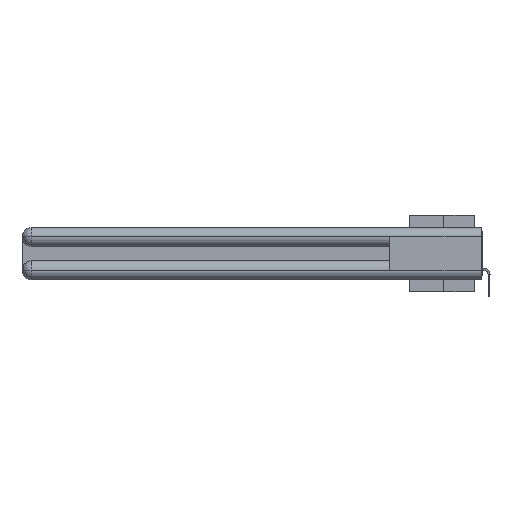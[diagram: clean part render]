
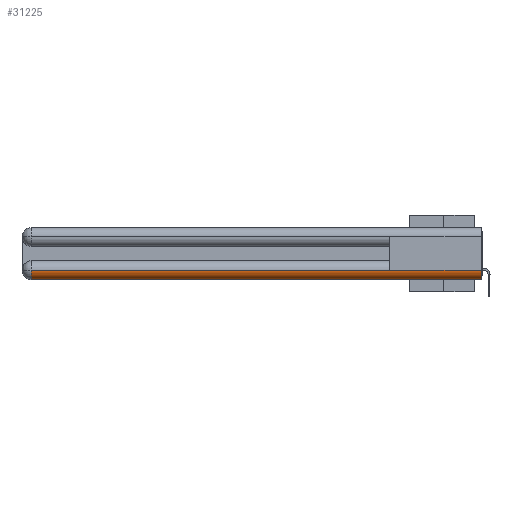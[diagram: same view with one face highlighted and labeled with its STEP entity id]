
A CAD part, left-side view. The second image highlights one B-rep face of the part: STEP entity #31225.
In plain terms, the highlighted cylindrical face has radius 1.562 mm (diameter 3.124 mm), a partial arc.
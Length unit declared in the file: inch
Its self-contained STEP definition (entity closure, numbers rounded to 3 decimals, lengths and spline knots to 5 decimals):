
#790 = VERTEX_POINT ( 'NONE', #13909 ) ;
#893 = DIRECTION ( 'NONE',  ( 0., 1., 0. ) ) ;
#1476 = CARTESIAN_POINT ( 'NONE',  ( 0.0615, 0., -0.34 ) ) ;
#3026 = ORIENTED_EDGE ( 'NONE', *, *, #9965, .F. ) ;
#5495 = VERTEX_POINT ( 'NONE', #1476 ) ;
#5743 = AXIS2_PLACEMENT_3D ( 'NONE', #20766, #24110, #7219 ) ;
#6434 = CARTESIAN_POINT ( 'NONE',  ( 0.0615, 0., -0.2785 ) ) ;
#6676 = ORIENTED_EDGE ( 'NONE', *, *, #28591, .F. ) ;
#6708 = VECTOR ( 'NONE', #7789, 39.37008 ) ;
#7219 = DIRECTION ( 'NONE',  ( 1., 0., 0. ) ) ;
#7789 = DIRECTION ( 'NONE',  ( 0., 1., 0. ) ) ;
#8698 = CIRCLE ( 'NONE', #5743, 0.0615 ) ;
#9965 = EDGE_CURVE ( 'NONE', #5495, #790, #20377, .T. ) ;
#11371 = CIRCLE ( 'NONE', #32099, 0.0615 ) ;
#12236 = DIRECTION ( 'NONE',  ( 0., -1., 0. ) ) ;
#13909 = CARTESIAN_POINT ( 'NONE',  ( 0.0615, 2.94, -0.34 ) ) ;
#14189 = EDGE_CURVE ( 'NONE', #33651, #25668, #26739, .T. ) ;
#16042 = CARTESIAN_POINT ( 'NONE',  ( 0.0615, 0., -0.34 ) ) ;
#18372 = FACE_OUTER_BOUND ( 'NONE', #35631, .T. ) ;
#20377 = LINE ( 'NONE', #16042, #6708 ) ;
#20766 = CARTESIAN_POINT ( 'NONE',  ( 0.0615, 0., -0.2785 ) ) ;
#20893 = DIRECTION ( 'NONE',  ( 0., 0., 1. ) ) ;
#21155 = CARTESIAN_POINT ( 'NONE',  ( 0.0615, 2.94, -0.2785 ) ) ;
#21558 = DIRECTION ( 'NONE',  ( 0., -1., 0. ) ) ;
#22415 = VECTOR ( 'NONE', #21558, 39.37008 ) ;
#22701 = ORIENTED_EDGE ( 'NONE', *, *, #35553, .F. ) ;
#24083 = ORIENTED_EDGE ( 'NONE', *, *, #14189, .T. ) ;
#24110 = DIRECTION ( 'NONE',  ( 0., -1., 0. ) ) ;
#24920 = EDGE_CURVE ( 'NONE', #25668, #790, #11371, .T. ) ;
#25668 = VERTEX_POINT ( 'NONE', #28050 ) ;
#26043 = DIRECTION ( 'NONE',  ( 0., 0., -1. ) ) ;
#26340 = ORIENTED_EDGE ( 'NONE', *, *, #24920, .T. ) ;
#26739 = LINE ( 'NONE', #32106, #28105 ) ;
#28050 = CARTESIAN_POINT ( 'NONE',  ( 0., 2.94, -0.2785 ) ) ;
#28105 = VECTOR ( 'NONE', #893, 39.37008 ) ;
#28591 = EDGE_CURVE ( 'NONE', #33011, #5495, #8698, .T. ) ;
#29947 = LINE ( 'NONE', #30351, #22415 ) ;
#30351 = CARTESIAN_POINT ( 'NONE',  ( 0., 0., -0.2785 ) ) ;
#31225 = ADVANCED_FACE ( 'NONE', ( #18372 ), #34282, .T. ) ;
#31481 = DIRECTION ( 'NONE',  ( 0., -1., 0. ) ) ;
#32099 = AXIS2_PLACEMENT_3D ( 'NONE', #21155, #12236, #20893 ) ;
#32106 = CARTESIAN_POINT ( 'NONE',  ( 0., 0., -0.2785 ) ) ;
#33011 = VERTEX_POINT ( 'NONE', #34212 ) ;
#33651 = VERTEX_POINT ( 'NONE', #34403 ) ;
#34212 = CARTESIAN_POINT ( 'NONE',  ( 0., 0., -0.2785 ) ) ;
#34282 = CYLINDRICAL_SURFACE ( 'NONE', #35792, 0.0615 ) ;
#34403 = CARTESIAN_POINT ( 'NONE',  ( 0., 0.6, -0.2785 ) ) ;
#35553 = EDGE_CURVE ( 'NONE', #33651, #33011, #29947, .T. ) ;
#35631 = EDGE_LOOP ( 'NONE', ( #24083, #26340, #3026, #6676, #22701 ) ) ;
#35792 = AXIS2_PLACEMENT_3D ( 'NONE', #6434, #31481, #26043 ) ;
